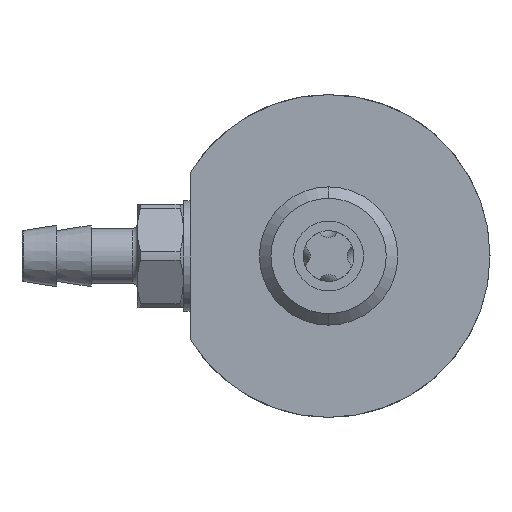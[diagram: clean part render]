
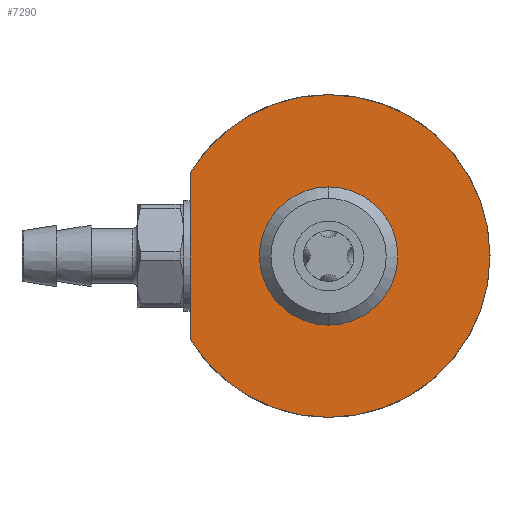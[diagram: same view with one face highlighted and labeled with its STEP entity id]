
A CAD part, front view. The second image highlights one B-rep face of the part: STEP entity #7290.
In plain terms, the highlighted planar face has unit normal (0, -1, 0).
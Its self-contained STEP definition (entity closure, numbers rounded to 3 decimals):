
#9 = CARTESIAN_POINT ( 'NONE',  ( 0., -23., 0. ) ) ;
#22 = DIRECTION ( 'NONE',  ( 0., 0., -1. ) ) ;
#85 = ORIENTED_EDGE ( 'NONE', *, *, #280, .T. ) ;
#275 = EDGE_LOOP ( 'NONE', ( #5521, #85, #5872, #559 ) ) ;
#280 = EDGE_CURVE ( 'Defeature ausgef�hrt4_27+Defeature ausgef�hrt4_25+Defeature ausgef�hrt4_26+Defeature ausgef�hrt4_26', #3161, #4653, #4386, .T. ) ;
#492 = EDGE_CURVE ( 'Defeature ausgef�hrt4_26+Defeature ausgef�hrt4_27+Defeature ausgef�hrt4_25+Defeature ausgef�hrt4_25', #3161, #5590, #2541, .T. ) ;
#524 = VERTEX_POINT ( 'NONE', #7289 ) ;
#559 = ORIENTED_EDGE ( 'NONE', *, *, #2779, .F. ) ;
#597 = AXIS2_PLACEMENT_3D ( 'NONE', #7512, #7023, #5689 ) ;
#637 = PLANE ( 'NONE',  #4339 ) ;
#809 = DIRECTION ( 'NONE',  ( 0., 0., -1. ) ) ;
#1183 = EDGE_CURVE ( 'Defeature ausgef�hrt4_26+Defeature ausgef�hrt4_27+Defeature ausgef�hrt4_25+Defeature ausgef�hrt4_25', #2778, #4653, #7866, .T. ) ;
#1194 = VECTOR ( 'NONE', #8160, 1000. ) ;
#1299 = DIRECTION ( 'NONE',  ( 0., 1., 0. ) ) ;
#1694 = CIRCLE ( 'NONE', #597, 2.475 ) ;
#1794 = DIRECTION ( 'NONE',  ( 0., 0., -1. ) ) ;
#1868 = AXIS2_PLACEMENT_3D ( 'NONE', #9, #2709, #5255 ) ;
#1930 = CIRCLE ( 'NONE', #2459, 2.475 ) ;
#2231 = VERTEX_POINT ( 'NONE', #7565 ) ;
#2246 = DIRECTION ( 'NONE',  ( 0., 0., -1. ) ) ;
#2273 = EDGE_LOOP ( 'NONE', ( #7266, #5383 ) ) ;
#2457 = CARTESIAN_POINT ( 'NONE',  ( -6., -23., 0. ) ) ;
#2459 = AXIS2_PLACEMENT_3D ( 'NONE', #3227, #1299, #22 ) ;
#2541 = CIRCLE ( 'NONE', #1868, 7. ) ;
#2709 = DIRECTION ( 'NONE',  ( 0., 1., 0. ) ) ;
#2778 = VERTEX_POINT ( 'NONE', #4251 ) ;
#2779 = EDGE_CURVE ( 'Defeature ausgef�hrt4_26+Defeature ausgef�hrt4_27+Defeature ausgef�hrt4_25+Defeature ausgef�hrt4_25', #5590, #2778, #7218, .T. ) ;
#3161 = VERTEX_POINT ( 'NONE', #7945 ) ;
#3219 = AXIS2_PLACEMENT_3D ( 'NONE', #5376, #6043, #809 ) ;
#3227 = CARTESIAN_POINT ( 'NONE',  ( 0., -23., 0. ) ) ;
#3529 = CARTESIAN_POINT ( 'NONE',  ( -6., -23., -3.606 ) ) ;
#3690 = CARTESIAN_POINT ( 'NONE',  ( -7., -23., 0. ) ) ;
#3746 = EDGE_CURVE ( 'Defeature ausgef�hrt4_27+Defeature ausgef�hrt4_33+Defeature ausgef�hrt4_33+Defeature ausgef�hrt4_33', #2231, #524, #1930, .T. ) ;
#3855 = FACE_BOUND ( 'NONE', #2273, .T. ) ;
#4251 = CARTESIAN_POINT ( 'NONE',  ( 0., -23., -7. ) ) ;
#4339 = AXIS2_PLACEMENT_3D ( 'NONE', #3690, #7497, #1794 ) ;
#4386 = LINE ( 'NONE', #2457, #1194 ) ;
#4653 = VERTEX_POINT ( 'NONE', #3529 ) ;
#4701 = AXIS2_PLACEMENT_3D ( 'NONE', #7407, #7952, #2246 ) ;
#5255 = DIRECTION ( 'NONE',  ( 0., 0., -1. ) ) ;
#5376 = CARTESIAN_POINT ( 'NONE',  ( 0., -23., 0. ) ) ;
#5383 = ORIENTED_EDGE ( 'NONE', *, *, #6099, .T. ) ;
#5521 = ORIENTED_EDGE ( 'NONE', *, *, #492, .F. ) ;
#5590 = VERTEX_POINT ( 'NONE', #6167 ) ;
#5689 = DIRECTION ( 'NONE',  ( 0., 0., -1. ) ) ;
#5872 = ORIENTED_EDGE ( 'NONE', *, *, #1183, .F. ) ;
#6043 = DIRECTION ( 'NONE',  ( 0., 1., 0. ) ) ;
#6099 = EDGE_CURVE ( 'Defeature ausgef�hrt4_27+Defeature ausgef�hrt4_33+Defeature ausgef�hrt4_33+Defeature ausgef�hrt4_33', #524, #2231, #1694, .T. ) ;
#6167 = CARTESIAN_POINT ( 'NONE',  ( 0., -23., 7. ) ) ;
#6380 = FACE_OUTER_BOUND ( 'NONE', #275, .T. ) ;
#7023 = DIRECTION ( 'NONE',  ( 0., 1., 0. ) ) ;
#7218 = CIRCLE ( 'NONE', #4701, 7. ) ;
#7266 = ORIENTED_EDGE ( 'NONE', *, *, #3746, .T. ) ;
#7289 = CARTESIAN_POINT ( 'NONE',  ( 0., -23., 2.475 ) ) ;
#7290 = ADVANCED_FACE ( 'Defeature ausgef�hrt4_27', ( #3855, #6380 ), #637, .F. ) ;
#7407 = CARTESIAN_POINT ( 'NONE',  ( 0., -23., 0. ) ) ;
#7497 = DIRECTION ( 'NONE',  ( 0., 1., 0. ) ) ;
#7512 = CARTESIAN_POINT ( 'NONE',  ( 0., -23., 0. ) ) ;
#7565 = CARTESIAN_POINT ( 'NONE',  ( 0., -23., -2.475 ) ) ;
#7866 = CIRCLE ( 'NONE', #3219, 7. ) ;
#7945 = CARTESIAN_POINT ( 'NONE',  ( -6., -23., 3.606 ) ) ;
#7952 = DIRECTION ( 'NONE',  ( 0., 1., 0. ) ) ;
#8160 = DIRECTION ( 'NONE',  ( 0., 0., -1. ) ) ;
